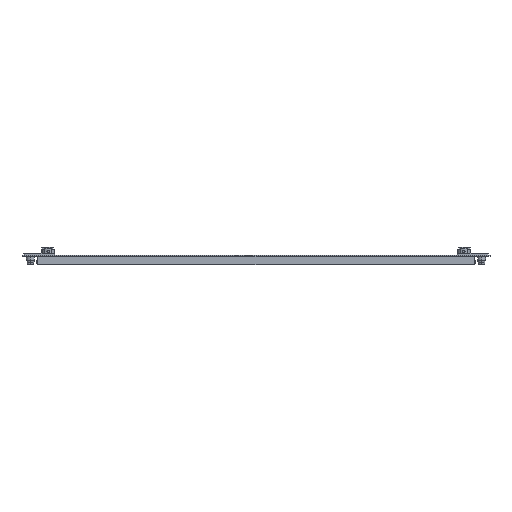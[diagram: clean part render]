
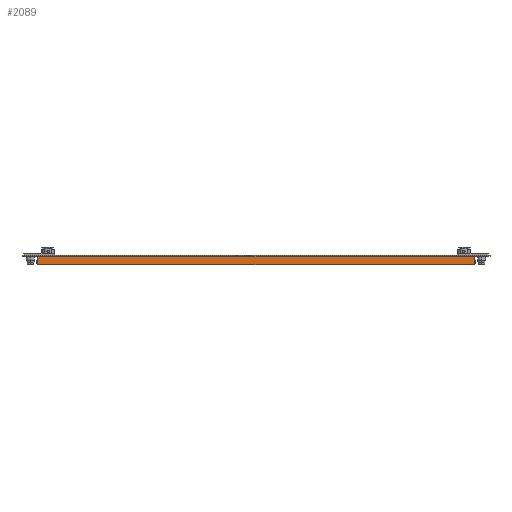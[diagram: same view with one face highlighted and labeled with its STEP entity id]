
A CAD part, front view. The second image highlights one B-rep face of the part: STEP entity #2089.
In plain terms, the highlighted face is planar.
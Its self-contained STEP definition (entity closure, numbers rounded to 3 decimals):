
#283=DIRECTION('',(-1.,0.,0.));
#284=VECTOR('',#283,17.);
#285=CARTESIAN_POINT('',(125.,325.,0.));
#286=LINE('',#285,#284);
#297=DIRECTION('',(-1.,0.,0.));
#298=VECTOR('',#297,17.);
#299=CARTESIAN_POINT('',(-358.,325.,0.));
#300=LINE('',#299,#298);
#560=DIRECTION('',(1.,0.,0.));
#561=VECTOR('',#560,500.);
#562=CARTESIAN_POINT('',(-375.,325.,1.));
#563=LINE('',#562,#561);
#959=DIRECTION('',(1.,0.,0.));
#960=VECTOR('',#959,466.);
#961=CARTESIAN_POINT('',(-358.,325.,-9.));
#962=LINE('',#961,#960);
#966=DIRECTION('',(0.,0.,-1.));
#967=VECTOR('',#966,1.);
#968=CARTESIAN_POINT('',(-375.,325.,1.));
#969=LINE('',#968,#967);
#973=DIRECTION('',(0.,0.,-1.));
#974=VECTOR('',#973,9.);
#975=CARTESIAN_POINT('',(-358.,325.,0.));
#976=LINE('',#975,#974);
#980=DIRECTION('',(0.,0.,-1.));
#981=VECTOR('',#980,9.);
#982=CARTESIAN_POINT('',(108.,325.,0.));
#983=LINE('',#982,#981);
#1001=DIRECTION('',(0.,0.,-1.));
#1002=VECTOR('',#1001,1.);
#1003=CARTESIAN_POINT('',(125.,325.,1.));
#1004=LINE('',#1003,#1002);
#1098=CARTESIAN_POINT('',(125.,325.,0.));
#1099=VERTEX_POINT('',#1098);
#1100=CARTESIAN_POINT('',(108.,325.,0.));
#1101=VERTEX_POINT('',#1100);
#1146=CARTESIAN_POINT('',(108.,325.,-9.));
#1147=VERTEX_POINT('',#1146);
#1148=CARTESIAN_POINT('',(125.,325.,1.));
#1149=VERTEX_POINT('',#1148);
#1188=CARTESIAN_POINT('',(-358.,325.,0.));
#1190=VERTEX_POINT('',#1188);
#1192=CARTESIAN_POINT('',(-375.,325.,0.));
#1193=VERTEX_POINT('',#1192);
#1242=CARTESIAN_POINT('',(-375.,325.,1.));
#1243=VERTEX_POINT('',#1242);
#1244=CARTESIAN_POINT('',(-358.,325.,-9.));
#1245=VERTEX_POINT('',#1244);
#2071=CARTESIAN_POINT('',(125.,325.,0.));
#2072=DIRECTION('',(0.,1.,0.));
#2073=DIRECTION('',(-1.,0.,0.));
#2074=AXIS2_PLACEMENT_3D('',#2071,#2072,#2073);
#2075=PLANE('',#2074);
#2076=ORIENTED_EDGE('',*,*,#2022,.T.);
#2078=ORIENTED_EDGE('',*,*,#2077,.F.);
#2079=ORIENTED_EDGE('',*,*,#1297,.F.);
#2081=ORIENTED_EDGE('',*,*,#2080,.F.);
#2082=ORIENTED_EDGE('',*,*,#1477,.F.);
#2084=ORIENTED_EDGE('',*,*,#2083,.T.);
#2085=ORIENTED_EDGE('',*,*,#1305,.F.);
#2086=ORIENTED_EDGE('',*,*,#2066,.T.);
#2087=EDGE_LOOP('',(#2076,#2078,#2079,#2081,#2082,#2084,#2085,#2086));
#2088=FACE_OUTER_BOUND('',#2087,.F.);
#1297=EDGE_CURVE('',#1099,#1101,#286,.T.);
#1305=EDGE_CURVE('',#1190,#1193,#300,.T.);
#1477=EDGE_CURVE('',#1243,#1149,#563,.T.);
#2022=EDGE_CURVE('',#1245,#1147,#962,.T.);
#2066=EDGE_CURVE('',#1190,#1245,#976,.T.);
#2077=EDGE_CURVE('',#1101,#1147,#983,.T.);
#2080=EDGE_CURVE('',#1149,#1099,#1004,.T.);
#2083=EDGE_CURVE('',#1243,#1193,#969,.T.);
#2089=ADVANCED_FACE('',(#2088),#2075,.T.);
